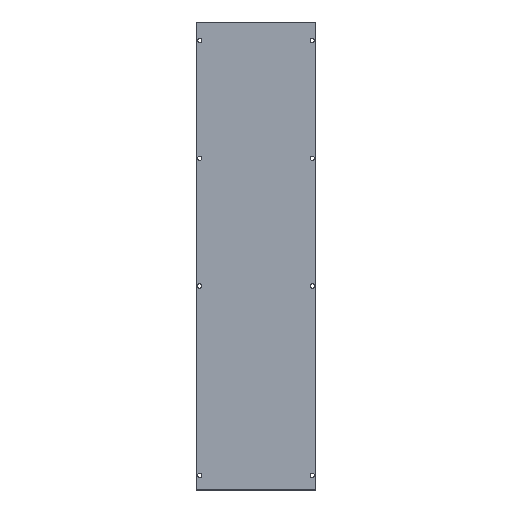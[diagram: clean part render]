
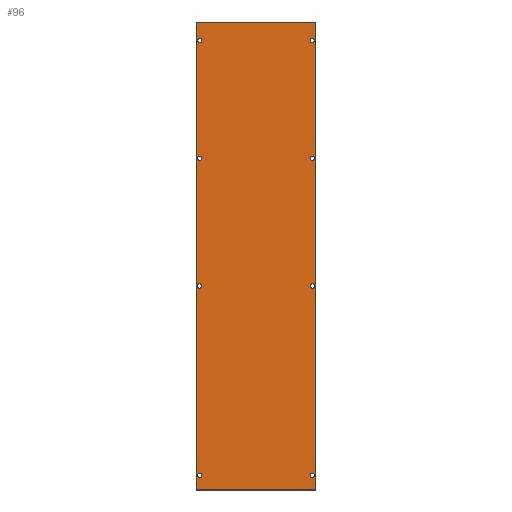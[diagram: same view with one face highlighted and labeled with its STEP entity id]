
A CAD part, top view. The second image highlights one B-rep face of the part: STEP entity #96.
In plain terms, the highlighted planar face has unit normal (0, 0, 1).
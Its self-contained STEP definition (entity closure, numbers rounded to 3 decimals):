
#42=FACE_BOUND('',#120,.T.);
#43=FACE_BOUND('',#121,.T.);
#44=FACE_BOUND('',#122,.T.);
#45=FACE_BOUND('',#123,.T.);
#46=FACE_BOUND('',#124,.T.);
#47=FACE_BOUND('',#125,.T.);
#48=FACE_BOUND('',#126,.T.);
#49=FACE_BOUND('',#127,.T.);
#50=FACE_BOUND('',#128,.T.);
#76=CIRCLE('',#291,1.5);
#77=CIRCLE('',#292,1.5);
#78=CIRCLE('',#293,1.5);
#79=CIRCLE('',#294,1.5);
#80=CIRCLE('',#295,1.5);
#81=CIRCLE('',#296,1.5);
#82=CIRCLE('',#297,1.5);
#83=CIRCLE('',#298,1.5);
#96=ADVANCED_FACE('',(#42,#43,#44,#45,#46,#47,#48,#49,#50),#110,.T.);
#110=PLANE('',#299);
#120=EDGE_LOOP('',(#170));
#121=EDGE_LOOP('',(#171));
#122=EDGE_LOOP('',(#172));
#123=EDGE_LOOP('',(#173));
#124=EDGE_LOOP('',(#174));
#125=EDGE_LOOP('',(#175));
#126=EDGE_LOOP('',(#176));
#127=EDGE_LOOP('',(#177));
#128=EDGE_LOOP('',(#178,#179,#180,#181));
#170=ORIENTED_EDGE('',*,*,#246,.F.);
#171=ORIENTED_EDGE('',*,*,#247,.F.);
#172=ORIENTED_EDGE('',*,*,#248,.F.);
#173=ORIENTED_EDGE('',*,*,#249,.F.);
#174=ORIENTED_EDGE('',*,*,#250,.F.);
#175=ORIENTED_EDGE('',*,*,#251,.F.);
#176=ORIENTED_EDGE('',*,*,#252,.F.);
#177=ORIENTED_EDGE('',*,*,#253,.F.);
#178=ORIENTED_EDGE('',*,*,#236,.T.);
#179=ORIENTED_EDGE('',*,*,#240,.T.);
#180=ORIENTED_EDGE('',*,*,#243,.T.);
#181=ORIENTED_EDGE('',*,*,#245,.T.);
#212=VERTEX_POINT('',#396);
#213=VERTEX_POINT('',#398);
#215=VERTEX_POINT('',#404);
#217=VERTEX_POINT('',#410);
#218=VERTEX_POINT('',#417);
#219=VERTEX_POINT('',#419);
#220=VERTEX_POINT('',#421);
#221=VERTEX_POINT('',#423);
#222=VERTEX_POINT('',#425);
#223=VERTEX_POINT('',#427);
#224=VERTEX_POINT('',#429);
#225=VERTEX_POINT('',#431);
#236=EDGE_CURVE('',#213,#212,#264,.T.);
#240=EDGE_CURVE('',#212,#215,#268,.T.);
#243=EDGE_CURVE('',#215,#217,#271,.T.);
#245=EDGE_CURVE('',#217,#213,#273,.T.);
#246=EDGE_CURVE('',#218,#218,#76,.T.);
#247=EDGE_CURVE('',#219,#219,#77,.T.);
#248=EDGE_CURVE('',#220,#220,#78,.T.);
#249=EDGE_CURVE('',#221,#221,#79,.T.);
#250=EDGE_CURVE('',#222,#222,#80,.T.);
#251=EDGE_CURVE('',#223,#223,#81,.T.);
#252=EDGE_CURVE('',#224,#224,#82,.T.);
#253=EDGE_CURVE('',#225,#225,#83,.T.);
#264=LINE('',#397,#276);
#268=LINE('',#405,#280);
#271=LINE('',#411,#283);
#273=LINE('',#414,#285);
#276=VECTOR('',#321,1.);
#280=VECTOR('',#327,1.);
#283=VECTOR('',#332,1.);
#285=VECTOR('',#336,1.);
#291=AXIS2_PLACEMENT_3D('',#416,#339,#340);
#292=AXIS2_PLACEMENT_3D('',#418,#341,#342);
#293=AXIS2_PLACEMENT_3D('',#420,#343,#344);
#294=AXIS2_PLACEMENT_3D('',#422,#345,#346);
#295=AXIS2_PLACEMENT_3D('',#424,#347,#348);
#296=AXIS2_PLACEMENT_3D('',#426,#349,#350);
#297=AXIS2_PLACEMENT_3D('',#428,#351,#352);
#298=AXIS2_PLACEMENT_3D('',#430,#353,#354);
#299=AXIS2_PLACEMENT_3D('',#432,#355,#356);
#321=DIRECTION('',(0.,-1.,0.));
#327=DIRECTION('',(1.,0.,0.));
#332=DIRECTION('',(0.,1.,0.));
#336=DIRECTION('',(-1.,0.,0.));
#339=DIRECTION('',(0.,0.,1.));
#340=DIRECTION('',(1.,0.,0.));
#341=DIRECTION('',(0.,0.,1.));
#342=DIRECTION('',(1.,0.,0.));
#343=DIRECTION('',(0.,0.,1.));
#344=DIRECTION('',(1.,0.,0.));
#345=DIRECTION('',(0.,0.,1.));
#346=DIRECTION('',(1.,0.,0.));
#347=DIRECTION('',(0.,0.,1.));
#348=DIRECTION('',(1.,0.,0.));
#349=DIRECTION('',(0.,0.,1.));
#350=DIRECTION('',(1.,0.,0.));
#351=DIRECTION('',(0.,0.,1.));
#352=DIRECTION('',(1.,0.,0.));
#353=DIRECTION('',(0.,0.,1.));
#354=DIRECTION('',(1.,0.,0.));
#355=DIRECTION('',(0.,0.,1.));
#356=DIRECTION('',(1.,0.,0.));
#396=CARTESIAN_POINT('',(0.,0.,2.5));
#397=CARTESIAN_POINT('',(0.,320.,2.5));
#398=CARTESIAN_POINT('',(0.,320.,2.5));
#404=CARTESIAN_POINT('',(82.,0.,2.5));
#405=CARTESIAN_POINT('',(0.,0.,2.5));
#410=CARTESIAN_POINT('',(82.,320.,2.5));
#411=CARTESIAN_POINT('',(82.,0.,2.5));
#414=CARTESIAN_POINT('',(82.,320.,2.5));
#416=CARTESIAN_POINT('',(2.5,10.,2.5));
#417=CARTESIAN_POINT('',(4.,10.,2.5));
#418=CARTESIAN_POINT('',(2.5,139.5,2.5));
#419=CARTESIAN_POINT('',(4.,139.5,2.5));
#420=CARTESIAN_POINT('',(2.5,226.8,2.5));
#421=CARTESIAN_POINT('',(4.,226.8,2.5));
#422=CARTESIAN_POINT('',(2.5,307.35,2.5));
#423=CARTESIAN_POINT('',(4.,307.35,2.5));
#424=CARTESIAN_POINT('',(79.5,10.,2.5));
#425=CARTESIAN_POINT('',(81.,10.,2.5));
#426=CARTESIAN_POINT('',(79.5,139.5,2.5));
#427=CARTESIAN_POINT('',(81.,139.5,2.5));
#428=CARTESIAN_POINT('',(79.5,226.8,2.5));
#429=CARTESIAN_POINT('',(81.,226.8,2.5));
#430=CARTESIAN_POINT('',(79.5,307.35,2.5));
#431=CARTESIAN_POINT('',(81.,307.35,2.5));
#432=CARTESIAN_POINT('',(0.,0.,2.5));
